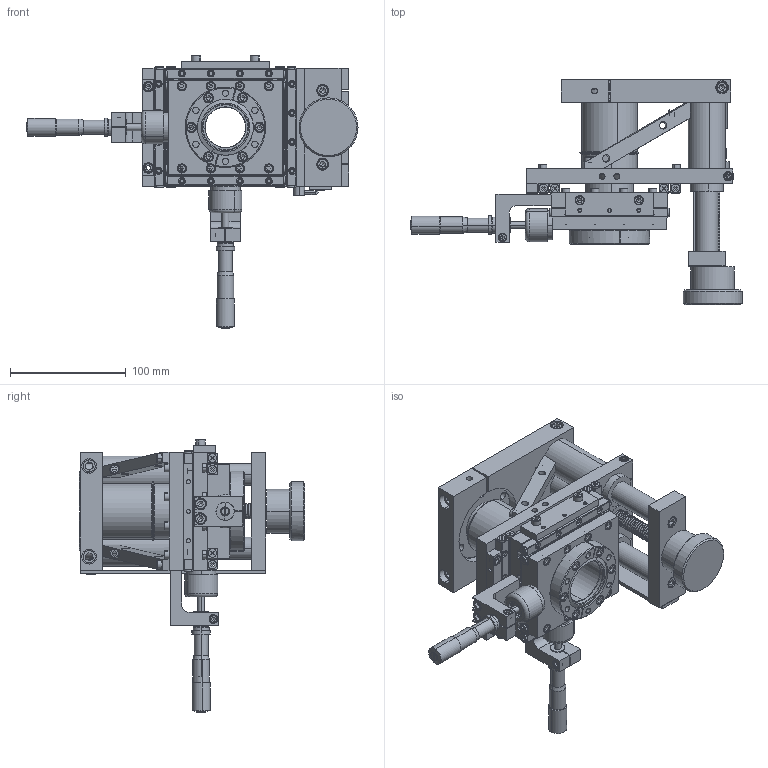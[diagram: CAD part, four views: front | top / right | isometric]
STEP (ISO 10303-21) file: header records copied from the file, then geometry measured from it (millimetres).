
FILE_DESCRIPTION (( 'STEP AP214' ), '1' );
FILE_NAME ('A80976NW-01, EC-1.39-B275C-T275T-2-SS01.STEP', '2016-05-25T19:45:47', ( 'My Thermionics' ), ( '' ), 'SwSTEP 2.0', 'SolidWorks 2010', '' );
FILE_SCHEMA (( 'AUTOMOTIVE_DESIGN' ));
Length unit declared in the file: inch
Products named in the file (1): A80976NW-01, EC-1.39-B275C-T275T-2-SS01
Bounding box: 286.23 x 194.06 x 235.49 mm (x, y, z)
Surface area: 314594 mm2 (no closed solid volume)
Topology: 0 solids, 201 shells, 1703 faces, 5706 edges, 3989 vertices
Faces by surface type: plane 844, cylinder 518, cone 325, torus 14, bspline 2
Entity records: 89805 total; most frequent: CARTESIAN_POINT 18219, DIRECTION 10559, ORIENTED_EDGE 8830, EDGE_CURVE 5632, VERTEX_POINT 3989, LINE 3605, VECTOR 3605, AXIS2_PLACEMENT_3D 3477
